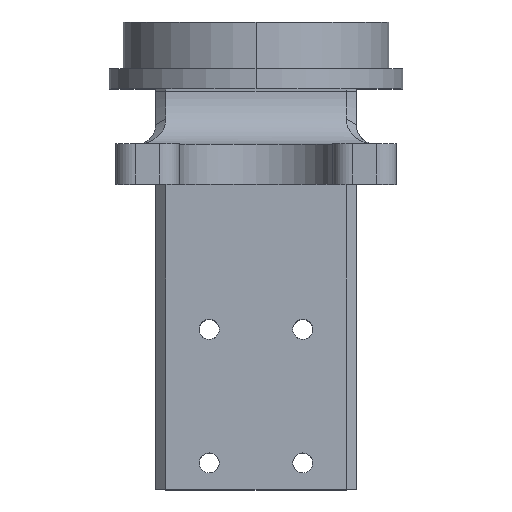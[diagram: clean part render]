
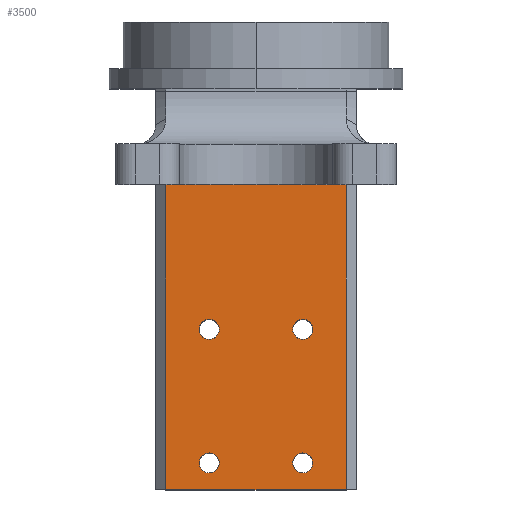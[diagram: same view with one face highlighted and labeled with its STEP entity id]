
A CAD part, top view. The second image highlights one B-rep face of the part: STEP entity #3500.
In plain terms, the highlighted planar face has unit normal (0, 0, 1).
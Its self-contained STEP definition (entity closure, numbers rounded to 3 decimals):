
#36 = CARTESIAN_POINT ( 'NONE',  ( 28.5, 45.65, 0. ) ) ;
#333 = EDGE_CURVE ( 'NONE', #2718, #5390, #2127, .T. ) ;
#339 = DIRECTION ( 'NONE',  ( 0., 0., 1. ) ) ;
#576 = FACE_BOUND ( 'NONE', #3342, .T. ) ;
#585 = EDGE_LOOP ( 'NONE', ( #5748, #6283 ) ) ;
#629 = CARTESIAN_POINT ( 'NONE',  ( 6.5, 4., 0. ) ) ;
#745 = CARTESIAN_POINT ( 'NONE',  ( 0., 45.65, 0. ) ) ;
#765 = AXIS2_PLACEMENT_3D ( 'NONE', #1499, #5206, #3832 ) ;
#1060 = CIRCLE ( 'NONE', #765, 1.5 ) ;
#1135 = LINE ( 'NONE', #1297, #1816 ) ;
#1241 = EDGE_LOOP ( 'NONE', ( #4786, #5347, #8384, #7412 ) ) ;
#1297 = CARTESIAN_POINT ( 'NONE',  ( 28.5, 60., 0. ) ) ;
#1300 = DIRECTION ( 'NONE',  ( 0., -1., 0. ) ) ;
#1352 = FACE_OUTER_BOUND ( 'NONE', #1241, .T. ) ;
#1386 = VECTOR ( 'NONE', #7740, 1000. ) ;
#1499 = CARTESIAN_POINT ( 'NONE',  ( 8., 24., 0. ) ) ;
#1782 = DIRECTION ( 'NONE',  ( 0., 0., 1. ) ) ;
#1789 = ORIENTED_EDGE ( 'NONE', *, *, #7182, .F. ) ;
#1816 = VECTOR ( 'NONE', #7774, 1000. ) ;
#1840 = CARTESIAN_POINT ( 'NONE',  ( 8., 4., 0. ) ) ;
#1872 = EDGE_CURVE ( 'NONE', #6438, #2256, #3248, .T. ) ;
#1951 = EDGE_CURVE ( 'NONE', #9527, #3635, #5737, .T. ) ;
#2003 = AXIS2_PLACEMENT_3D ( 'NONE', #6742, #6788, #4693 ) ;
#2094 = CARTESIAN_POINT ( 'NONE',  ( 20.5, 24., 0. ) ) ;
#2127 = CIRCLE ( 'NONE', #4604, 1.5 ) ;
#2256 = VERTEX_POINT ( 'NONE', #2928 ) ;
#2312 = VECTOR ( 'NONE', #5777, 1000. ) ;
#2467 = CARTESIAN_POINT ( 'NONE',  ( 22., 4., 0. ) ) ;
#2556 = CIRCLE ( 'NONE', #3804, 1.5 ) ;
#2680 = CARTESIAN_POINT ( 'NONE',  ( 22., 4., 0. ) ) ;
#2718 = VERTEX_POINT ( 'NONE', #2914 ) ;
#2816 = CARTESIAN_POINT ( 'NONE',  ( 23.5, 4., 0. ) ) ;
#2845 = EDGE_CURVE ( 'NONE', #5953, #8992, #2556, .T. ) ;
#2871 = CARTESIAN_POINT ( 'NONE',  ( 0., 60., 0. ) ) ;
#2914 = CARTESIAN_POINT ( 'NONE',  ( 9.5, 4., 0. ) ) ;
#2928 = CARTESIAN_POINT ( 'NONE',  ( 20.5, 4., 0. ) ) ;
#2964 = EDGE_CURVE ( 'NONE', #5390, #2718, #4428, .T. ) ;
#3025 = CARTESIAN_POINT ( 'NONE',  ( 6.5, 24., 0. ) ) ;
#3242 = CIRCLE ( 'NONE', #2003, 1.5 ) ;
#3248 = CIRCLE ( 'NONE', #4347, 1.5 ) ;
#3342 = EDGE_LOOP ( 'NONE', ( #6935, #5320 ) ) ;
#3360 = LINE ( 'NONE', #5277, #1386 ) ;
#3364 = CIRCLE ( 'NONE', #6473, 1.5 ) ;
#3468 = VERTEX_POINT ( 'NONE', #36 ) ;
#3472 = DIRECTION ( 'NONE',  ( 0., 0., 1. ) ) ;
#3500 = ADVANCED_FACE ( 'NONE', ( #4273, #576, #3547, #6521, #1352 ), #9526, .F. ) ;
#3547 = FACE_BOUND ( 'NONE', #7772, .T. ) ;
#3635 = VERTEX_POINT ( 'NONE', #3776 ) ;
#3776 = CARTESIAN_POINT ( 'NONE',  ( 1.5, 0., 0. ) ) ;
#3791 = CARTESIAN_POINT ( 'NONE',  ( 22., 24., 0. ) ) ;
#3804 = AXIS2_PLACEMENT_3D ( 'NONE', #7714, #8446, #8588 ) ;
#3832 = DIRECTION ( 'NONE',  ( 1., 0., 0. ) ) ;
#3972 = DIRECTION ( 'NONE',  ( 1., 0., 0. ) ) ;
#3980 = DIRECTION ( 'NONE',  ( 0., 0., 1. ) ) ;
#4273 = FACE_BOUND ( 'NONE', #585, .T. ) ;
#4347 = AXIS2_PLACEMENT_3D ( 'NONE', #2467, #1782, #3972 ) ;
#4428 = CIRCLE ( 'NONE', #6913, 1.5 ) ;
#4604 = AXIS2_PLACEMENT_3D ( 'NONE', #5710, #3472, #6392 ) ;
#4693 = DIRECTION ( 'NONE',  ( 1., 0., 0. ) ) ;
#4786 = ORIENTED_EDGE ( 'NONE', *, *, #6937, .T. ) ;
#4995 = VERTEX_POINT ( 'NONE', #3025 ) ;
#5123 = DIRECTION ( 'NONE',  ( 1., 0., 0. ) ) ;
#5143 = CARTESIAN_POINT ( 'NONE',  ( 23.5, 24., 0. ) ) ;
#5206 = DIRECTION ( 'NONE',  ( 0., 0., 1. ) ) ;
#5277 = CARTESIAN_POINT ( 'NONE',  ( 0., 0., 0. ) ) ;
#5293 = DIRECTION ( 'NONE',  ( -1., 0., 0. ) ) ;
#5320 = ORIENTED_EDGE ( 'NONE', *, *, #8553, .F. ) ;
#5347 = ORIENTED_EDGE ( 'NONE', *, *, #6383, .T. ) ;
#5390 = VERTEX_POINT ( 'NONE', #629 ) ;
#5710 = CARTESIAN_POINT ( 'NONE',  ( 8., 4., 0. ) ) ;
#5737 = LINE ( 'NONE', #5792, #6973 ) ;
#5742 = ORIENTED_EDGE ( 'NONE', *, *, #7124, .F. ) ;
#5748 = ORIENTED_EDGE ( 'NONE', *, *, #333, .F. ) ;
#5777 = DIRECTION ( 'NONE',  ( 1., 0., 0. ) ) ;
#5792 = CARTESIAN_POINT ( 'NONE',  ( 1.5, 0., 0. ) ) ;
#5803 = CARTESIAN_POINT ( 'NONE',  ( 9.5, 24., 0. ) ) ;
#5953 = VERTEX_POINT ( 'NONE', #2094 ) ;
#6283 = ORIENTED_EDGE ( 'NONE', *, *, #2964, .F. ) ;
#6352 = CARTESIAN_POINT ( 'NONE',  ( 28.5, 0., 0. ) ) ;
#6383 = EDGE_CURVE ( 'NONE', #6668, #3468, #1135, .T. ) ;
#6385 = AXIS2_PLACEMENT_3D ( 'NONE', #2871, #9037, #5293 ) ;
#6392 = DIRECTION ( 'NONE',  ( 1., 0., 0. ) ) ;
#6438 = VERTEX_POINT ( 'NONE', #2816 ) ;
#6442 = CARTESIAN_POINT ( 'NONE',  ( 1.5, 45.65, 0. ) ) ;
#6473 = AXIS2_PLACEMENT_3D ( 'NONE', #2680, #339, #7062 ) ;
#6521 = FACE_BOUND ( 'NONE', #8051, .T. ) ;
#6522 = CIRCLE ( 'NONE', #6678, 1.5 ) ;
#6639 = EDGE_CURVE ( 'NONE', #4995, #7103, #3242, .T. ) ;
#6645 = LINE ( 'NONE', #745, #2312 ) ;
#6668 = VERTEX_POINT ( 'NONE', #6352 ) ;
#6678 = AXIS2_PLACEMENT_3D ( 'NONE', #3791, #8134, #5123 ) ;
#6742 = CARTESIAN_POINT ( 'NONE',  ( 8., 24., 0. ) ) ;
#6753 = EDGE_CURVE ( 'NONE', #9527, #3468, #6645, .T. ) ;
#6788 = DIRECTION ( 'NONE',  ( 0., 0., 1. ) ) ;
#6913 = AXIS2_PLACEMENT_3D ( 'NONE', #1840, #3980, #7834 ) ;
#6935 = ORIENTED_EDGE ( 'NONE', *, *, #1872, .F. ) ;
#6937 = EDGE_CURVE ( 'NONE', #3635, #6668, #3360, .T. ) ;
#6973 = VECTOR ( 'NONE', #1300, 1000. ) ;
#7062 = DIRECTION ( 'NONE',  ( 1., 0., 0. ) ) ;
#7103 = VERTEX_POINT ( 'NONE', #5803 ) ;
#7124 = EDGE_CURVE ( 'NONE', #7103, #4995, #1060, .T. ) ;
#7182 = EDGE_CURVE ( 'NONE', #8992, #5953, #6522, .T. ) ;
#7412 = ORIENTED_EDGE ( 'NONE', *, *, #1951, .T. ) ;
#7580 = ORIENTED_EDGE ( 'NONE', *, *, #2845, .F. ) ;
#7714 = CARTESIAN_POINT ( 'NONE',  ( 22., 24., 0. ) ) ;
#7740 = DIRECTION ( 'NONE',  ( 1., 0., 0. ) ) ;
#7772 = EDGE_LOOP ( 'NONE', ( #1789, #7580 ) ) ;
#7774 = DIRECTION ( 'NONE',  ( 0., 1., 0. ) ) ;
#7834 = DIRECTION ( 'NONE',  ( 1., 0., 0. ) ) ;
#8051 = EDGE_LOOP ( 'NONE', ( #5742, #8061 ) ) ;
#8061 = ORIENTED_EDGE ( 'NONE', *, *, #6639, .F. ) ;
#8134 = DIRECTION ( 'NONE',  ( 0., 0., 1. ) ) ;
#8384 = ORIENTED_EDGE ( 'NONE', *, *, #6753, .F. ) ;
#8446 = DIRECTION ( 'NONE',  ( 0., 0., 1. ) ) ;
#8553 = EDGE_CURVE ( 'NONE', #2256, #6438, #3364, .T. ) ;
#8588 = DIRECTION ( 'NONE',  ( 1., 0., 0. ) ) ;
#8992 = VERTEX_POINT ( 'NONE', #5143 ) ;
#9037 = DIRECTION ( 'NONE',  ( 0., 0., -1. ) ) ;
#9526 = PLANE ( 'NONE',  #6385 ) ;
#9527 = VERTEX_POINT ( 'NONE', #6442 ) ;
